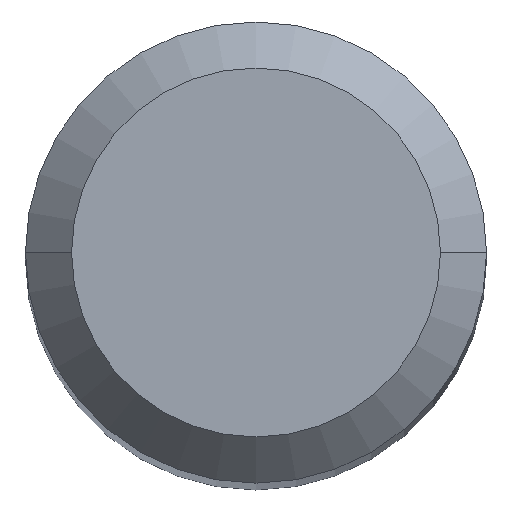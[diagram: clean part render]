
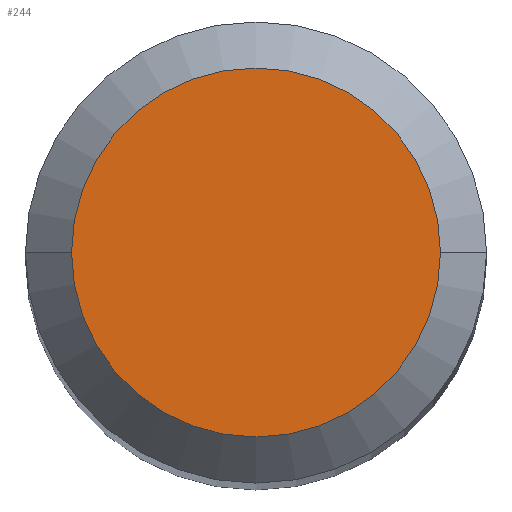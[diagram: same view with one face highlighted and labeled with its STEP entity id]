
A CAD part, top view. The second image highlights one B-rep face of the part: STEP entity #244.
In plain terms, the highlighted planar face has unit normal (0, 0, 1).
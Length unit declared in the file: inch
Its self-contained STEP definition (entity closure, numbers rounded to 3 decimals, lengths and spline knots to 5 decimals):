
#7 = AXIS2_PLACEMENT_3D ( 'NONE', #282, #445, #153 ) ;
#19 = FACE_OUTER_BOUND ( 'NONE', #395, .T. ) ;
#56 = DIRECTION ( 'NONE',  ( -1., 0., 0. ) ) ;
#58 = CIRCLE ( 'NONE', #7, 0.09448 ) ;
#64 = DIRECTION ( 'NONE',  ( 0., 0., -1. ) ) ;
#73 = VERTEX_POINT ( 'NONE', #486 ) ;
#100 = EDGE_CURVE ( 'NONE', #73, #420, #58, .T. ) ;
#142 = CIRCLE ( 'NONE', #245, 0.09448 ) ;
#153 = DIRECTION ( 'NONE',  ( 1., 0., 0. ) ) ;
#229 = ORIENTED_EDGE ( 'NONE', *, *, #243, .T. ) ;
#243 = EDGE_CURVE ( 'NONE', #420, #73, #142, .T. ) ;
#244 = ADVANCED_FACE ( 'NONE', ( #19 ), #384, .F. ) ;
#245 = AXIS2_PLACEMENT_3D ( 'NONE', #339, #419, #295 ) ;
#282 = CARTESIAN_POINT ( 'NONE',  ( 0., 0., 0. ) ) ;
#295 = DIRECTION ( 'NONE',  ( 1., 0., 0. ) ) ;
#339 = CARTESIAN_POINT ( 'NONE',  ( 0., 0., 0. ) ) ;
#340 = CARTESIAN_POINT ( 'NONE',  ( 0., 0., 0. ) ) ;
#349 = AXIS2_PLACEMENT_3D ( 'NONE', #340, #64, #56 ) ;
#375 = ORIENTED_EDGE ( 'NONE', *, *, #100, .T. ) ;
#384 = PLANE ( 'NONE',  #349 ) ;
#395 = EDGE_LOOP ( 'NONE', ( #375, #229 ) ) ;
#419 = DIRECTION ( 'NONE',  ( 0., 0., 1. ) ) ;
#420 = VERTEX_POINT ( 'NONE', #469 ) ;
#445 = DIRECTION ( 'NONE',  ( 0., 0., 1. ) ) ;
#469 = CARTESIAN_POINT ( 'NONE',  ( 0.09448, 0., 0. ) ) ;
#486 = CARTESIAN_POINT ( 'NONE',  ( -0.09448, 0., 0. ) ) ;
